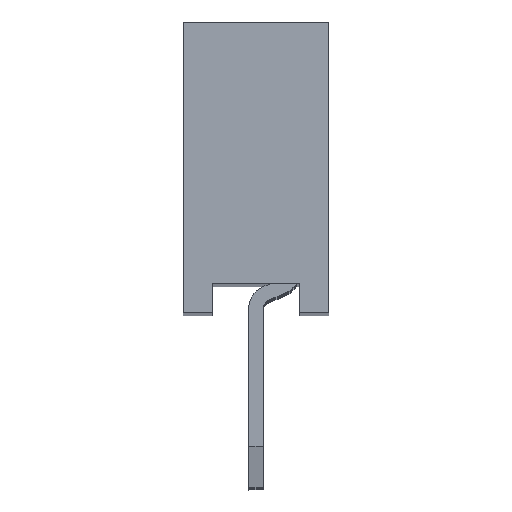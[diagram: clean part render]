
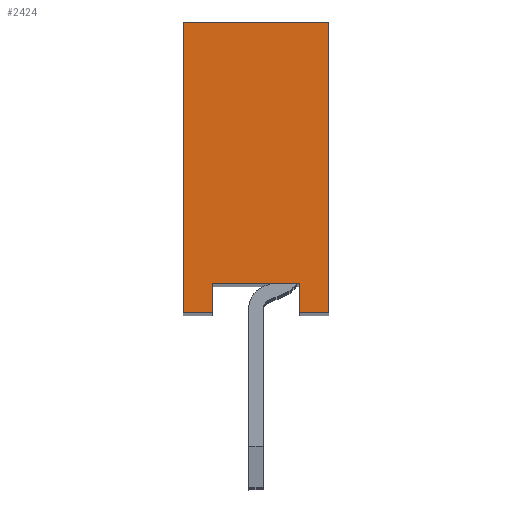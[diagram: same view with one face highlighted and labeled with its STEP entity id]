
A CAD part, top view. The second image highlights one B-rep face of the part: STEP entity #2424.
In plain terms, the highlighted planar face has unit normal (0, 0, 1).
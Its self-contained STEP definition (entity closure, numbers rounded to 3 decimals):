
#201=FACE_OUTER_BOUND('',#350,.T.);
#350=EDGE_LOOP('',(#1930,#1931,#1932,#1933,#1934,#1935,#1936,#1937));
#597=LINE('',#3869,#912);
#598=LINE('',#3871,#913);
#599=LINE('',#3873,#914);
#600=LINE('',#3875,#915);
#601=LINE('',#3877,#916);
#602=LINE('',#3879,#917);
#603=LINE('',#3881,#918);
#604=LINE('',#3882,#919);
#912=VECTOR('',#3180,10.);
#913=VECTOR('',#3181,10.);
#914=VECTOR('',#3182,10.);
#915=VECTOR('',#3183,10.);
#916=VECTOR('',#3184,10.);
#917=VECTOR('',#3185,10.);
#918=VECTOR('',#3186,10.);
#919=VECTOR('',#3187,10.);
#1155=VERTEX_POINT('',#3867);
#1156=VERTEX_POINT('',#3868);
#1157=VERTEX_POINT('',#3870);
#1158=VERTEX_POINT('',#3872);
#1159=VERTEX_POINT('',#3874);
#1160=VERTEX_POINT('',#3876);
#1161=VERTEX_POINT('',#3878);
#1162=VERTEX_POINT('',#3880);
#1425=EDGE_CURVE('',#1155,#1156,#597,.T.);
#1426=EDGE_CURVE('',#1157,#1155,#598,.T.);
#1427=EDGE_CURVE('',#1158,#1157,#599,.T.);
#1428=EDGE_CURVE('',#1159,#1158,#600,.T.);
#1429=EDGE_CURVE('',#1160,#1159,#601,.T.);
#1430=EDGE_CURVE('',#1161,#1160,#602,.T.);
#1431=EDGE_CURVE('',#1162,#1161,#603,.T.);
#1432=EDGE_CURVE('',#1156,#1162,#604,.T.);
#1930=ORIENTED_EDGE('',*,*,#1425,.F.);
#1931=ORIENTED_EDGE('',*,*,#1426,.F.);
#1932=ORIENTED_EDGE('',*,*,#1427,.F.);
#1933=ORIENTED_EDGE('',*,*,#1428,.F.);
#1934=ORIENTED_EDGE('',*,*,#1429,.F.);
#1935=ORIENTED_EDGE('',*,*,#1430,.F.);
#1936=ORIENTED_EDGE('',*,*,#1431,.F.);
#1937=ORIENTED_EDGE('',*,*,#1432,.F.);
#2286=PLANE('',#2736);
#2424=ADVANCED_FACE('',(#201),#2286,.F.);
#2736=AXIS2_PLACEMENT_3D('',#3866,#3178,#3179);
#3178=DIRECTION('center_axis',(0.,0.,
-1.));
#3179=DIRECTION('ref_axis',(-1.,0.,0.));
#3180=DIRECTION('',(0.,-1.,0.));
#3181=DIRECTION('',(1.,0.,0.));
#3182=DIRECTION('',(0.,1.,0.));
#3183=DIRECTION('',(-1.,0.,0.));
#3184=DIRECTION('',(0.,-1.,0.));
#3185=DIRECTION('',(-1.,0.,0.));
#3186=DIRECTION('',(0.,1.,0.));
#3187=DIRECTION('',(-1.,0.,0.));
#3866=CARTESIAN_POINT('Origin',(0.444,-1.873,-40.642));
#3867=CARTESIAN_POINT('',(1.25,2.5,-40.642));
#3868=CARTESIAN_POINT('',(1.25,-2.5,-40.642));
#3869=CARTESIAN_POINT('',(1.25,-2.186,-40.642));
#3870=CARTESIAN_POINT('',(-1.25,2.5,-40.642));
#3871=CARTESIAN_POINT('',(0.847,2.5,-40.642));
#3872=CARTESIAN_POINT('',(-1.25,-2.5,-40.642));
#3873=CARTESIAN_POINT('',(-1.25,0.314,-40.642));
#3874=CARTESIAN_POINT('',(-0.75,-2.5,-40.642));
#3875=CARTESIAN_POINT('',(-0.403,-2.5,-40.642));
#3876=CARTESIAN_POINT('',(-0.75,-2.,-40.642));
#3877=CARTESIAN_POINT('',(-0.75,-2.186,-40.642));
#3878=CARTESIAN_POINT('',(0.75,-2.,-40.642));
#3879=CARTESIAN_POINT('',(-0.153,-2.,-40.642));
#3880=CARTESIAN_POINT('',(0.75,-2.5,-40.642));
#3881=CARTESIAN_POINT('',(0.75,0.114,-40.642));
#3882=CARTESIAN_POINT('',(0.597,-2.5,-40.642));
